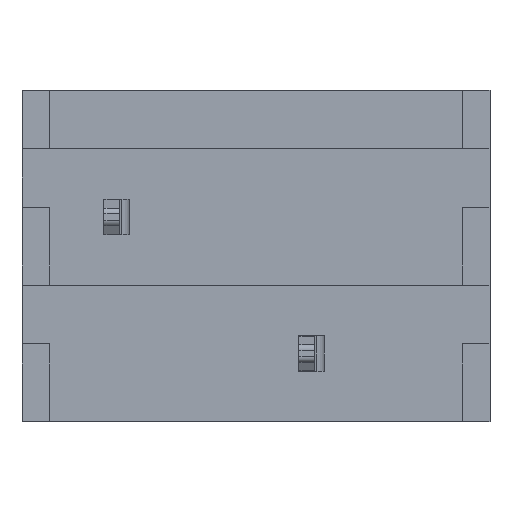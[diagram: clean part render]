
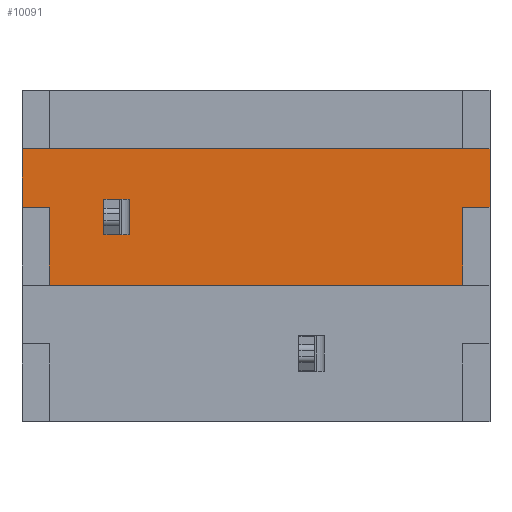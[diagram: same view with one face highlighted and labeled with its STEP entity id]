
A CAD part, front view. The second image highlights one B-rep face of the part: STEP entity #10091.
In plain terms, the highlighted planar face has unit normal (0, -1, 0).
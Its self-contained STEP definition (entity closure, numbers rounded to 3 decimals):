
#2 = CARTESIAN_POINT ( 'NONE',  ( 2.1, 0.3, 2.2 ) ) ;
#151 = ORIENTED_EDGE ( 'NONE', *, *, #353, .T. ) ;
#258 = ORIENTED_EDGE ( 'NONE', *, *, #13251, .T. ) ;
#283 = VERTEX_POINT ( 'NONE', #3331 ) ;
#353 = EDGE_CURVE ( 'NONE', #5788, #13176, #3997, .T. ) ;
#450 = EDGE_CURVE ( 'NONE', #4955, #11309, #6211, .T. ) ;
#563 = AXIS2_PLACEMENT_3D ( 'NONE', #3577, #10195, #13533 ) ;
#939 = ORIENTED_EDGE ( 'NONE', *, *, #4807, .T. ) ;
#1339 = EDGE_CURVE ( 'NONE', #4955, #4670, #5711, .T. ) ;
#1372 = LINE ( 'NONE', #12005, #3970 ) ;
#1430 = EDGE_LOOP ( 'NONE', ( #6699, #3502, #939, #9897 ) ) ;
#1678 = VERTEX_POINT ( 'NONE', #7212 ) ;
#1770 = CARTESIAN_POINT ( 'NONE',  ( -0.2, 0.3, 3.5 ) ) ;
#1835 = CARTESIAN_POINT ( 'NONE',  ( 2.1, 0.3, 0. ) ) ;
#2144 = CARTESIAN_POINT ( 'NONE',  ( 11.3, 0.3, 0. ) ) ;
#2945 = VECTOR ( 'NONE', #8489, 1000. ) ;
#3160 = PLANE ( 'NONE',  #563 ) ;
#3215 = DIRECTION ( 'NONE',  ( 0., 0., -1. ) ) ;
#3331 = CARTESIAN_POINT ( 'NONE',  ( 11.3, 0.3, 0. ) ) ;
#3502 = ORIENTED_EDGE ( 'NONE', *, *, #10345, .T. ) ;
#3527 = VECTOR ( 'NONE', #8295, 1000. ) ;
#3577 = CARTESIAN_POINT ( 'NONE',  ( 0.7, 0.3, 0. ) ) ;
#3772 = VECTOR ( 'NONE', #10514, 1000. ) ;
#3970 = VECTOR ( 'NONE', #4554, 1000. ) ;
#3971 = VECTOR ( 'NONE', #5406, 1000. ) ;
#3997 = LINE ( 'NONE', #11644, #3527 ) ;
#4115 = CARTESIAN_POINT ( 'NONE',  ( 11.704, 0.3, 0. ) ) ;
#4132 = CARTESIAN_POINT ( 'NONE',  ( 2.5, 0.3, 2.2 ) ) ;
#4211 = VECTOR ( 'NONE', #4904, 1000. ) ;
#4215 = FACE_BOUND ( 'NONE', #1430, .T. ) ;
#4554 = DIRECTION ( 'NONE',  ( -1., 0., 0. ) ) ;
#4633 = CARTESIAN_POINT ( 'NONE',  ( 2.1, 0.3, 1.3 ) ) ;
#4667 = VERTEX_POINT ( 'NONE', #4132 ) ;
#4670 = VERTEX_POINT ( 'NONE', #12960 ) ;
#4807 = EDGE_CURVE ( 'NONE', #12273, #10157, #1372, .T. ) ;
#4852 = DIRECTION ( 'NONE',  ( 0., 0., 1. ) ) ;
#4904 = DIRECTION ( 'NONE',  ( 1., 0., 0. ) ) ;
#4955 = VERTEX_POINT ( 'NONE', #10952 ) ;
#5406 = DIRECTION ( 'NONE',  ( 0., 0., 1. ) ) ;
#5711 = LINE ( 'NONE', #8944, #9465 ) ;
#5788 = VERTEX_POINT ( 'NONE', #6384 ) ;
#5813 = CARTESIAN_POINT ( 'NONE',  ( 0.7, 0.3, 2.2 ) ) ;
#5922 = CARTESIAN_POINT ( 'NONE',  ( 0., 0.3, 0. ) ) ;
#6034 = DIRECTION ( 'NONE',  ( 1., 0., 0. ) ) ;
#6211 = LINE ( 'NONE', #9482, #3971 ) ;
#6343 = LINE ( 'NONE', #2144, #2945 ) ;
#6384 = CARTESIAN_POINT ( 'NONE',  ( 0., 0.3, 2. ) ) ;
#6677 = DIRECTION ( 'NONE',  ( -1., 0., 0. ) ) ;
#6699 = ORIENTED_EDGE ( 'NONE', *, *, #7962, .F. ) ;
#6738 = VECTOR ( 'NONE', #8549, 1000. ) ;
#6836 = VECTOR ( 'NONE', #3215, 1000. ) ;
#7135 = LINE ( 'NONE', #1835, #3772 ) ;
#7212 = CARTESIAN_POINT ( 'NONE',  ( 0.7, 0.3, 0. ) ) ;
#7282 = EDGE_CURVE ( 'NONE', #5788, #9003, #10141, .T. ) ;
#7565 = ORIENTED_EDGE ( 'NONE', *, *, #7282, .F. ) ;
#7792 = EDGE_CURVE ( 'NONE', #283, #4670, #6343, .T. ) ;
#7885 = ORIENTED_EDGE ( 'NONE', *, *, #7792, .T. ) ;
#7933 = EDGE_LOOP ( 'NONE', ( #10080, #258, #7885, #11201, #8208, #10044, #7565, #151 ) ) ;
#7962 = EDGE_CURVE ( 'NONE', #4667, #13266, #7994, .T. ) ;
#7994 = LINE ( 'NONE', #5813, #10689 ) ;
#8208 = ORIENTED_EDGE ( 'NONE', *, *, #450, .T. ) ;
#8295 = DIRECTION ( 'NONE',  ( 1., 0., 0. ) ) ;
#8431 = VECTOR ( 'NONE', #6034, 1000. ) ;
#8489 = DIRECTION ( 'NONE',  ( 0., 0., 1. ) ) ;
#8549 = DIRECTION ( 'NONE',  ( 0., 0., -1. ) ) ;
#8581 = FACE_OUTER_BOUND ( 'NONE', #7933, .T. ) ;
#8944 = CARTESIAN_POINT ( 'NONE',  ( 0.7, 0.3, 2. ) ) ;
#8969 = DIRECTION ( 'NONE',  ( -1., 0., 0. ) ) ;
#9003 = VERTEX_POINT ( 'NONE', #11668 ) ;
#9193 = CARTESIAN_POINT ( 'NONE',  ( 2.5, 0.3, 1.3 ) ) ;
#9451 = LINE ( 'NONE', #1770, #8431 ) ;
#9465 = VECTOR ( 'NONE', #6677, 1000. ) ;
#9482 = CARTESIAN_POINT ( 'NONE',  ( 12., 0.3, 0. ) ) ;
#9897 = ORIENTED_EDGE ( 'NONE', *, *, #13680, .T. ) ;
#10044 = ORIENTED_EDGE ( 'NONE', *, *, #11647, .F. ) ;
#10080 = ORIENTED_EDGE ( 'NONE', *, *, #13304, .T. ) ;
#10091 = ADVANCED_FACE ( 'NONE', ( #4215, #8581 ), #3160, .T. ) ;
#10141 = LINE ( 'NONE', #5922, #11825 ) ;
#10157 = VERTEX_POINT ( 'NONE', #4633 ) ;
#10195 = DIRECTION ( 'NONE',  ( 0., -1., 0. ) ) ;
#10345 = EDGE_CURVE ( 'NONE', #4667, #12273, #11775, .T. ) ;
#10514 = DIRECTION ( 'NONE',  ( 0., 0., 1. ) ) ;
#10689 = VECTOR ( 'NONE', #8969, 1000. ) ;
#10758 = CARTESIAN_POINT ( 'NONE',  ( 2.5, 0.3, 0. ) ) ;
#10952 = CARTESIAN_POINT ( 'NONE',  ( 12., 0.3, 2. ) ) ;
#11201 = ORIENTED_EDGE ( 'NONE', *, *, #1339, .F. ) ;
#11309 = VERTEX_POINT ( 'NONE', #13388 ) ;
#11401 = LINE ( 'NONE', #4115, #4211 ) ;
#11644 = CARTESIAN_POINT ( 'NONE',  ( 0.7, 0.3, 2. ) ) ;
#11647 = EDGE_CURVE ( 'NONE', #9003, #11309, #9451, .T. ) ;
#11668 = CARTESIAN_POINT ( 'NONE',  ( 0., 0.3, 3.5 ) ) ;
#11775 = LINE ( 'NONE', #10758, #6836 ) ;
#11825 = VECTOR ( 'NONE', #4852, 1000. ) ;
#11838 = LINE ( 'NONE', #12272, #6738 ) ;
#12005 = CARTESIAN_POINT ( 'NONE',  ( 0.7, 0.3, 1.3 ) ) ;
#12272 = CARTESIAN_POINT ( 'NONE',  ( 0.7, 0.3, 0. ) ) ;
#12273 = VERTEX_POINT ( 'NONE', #9193 ) ;
#12309 = CARTESIAN_POINT ( 'NONE',  ( 0.7, 0.3, 2. ) ) ;
#12960 = CARTESIAN_POINT ( 'NONE',  ( 11.3, 0.3, 2. ) ) ;
#13176 = VERTEX_POINT ( 'NONE', #12309 ) ;
#13251 = EDGE_CURVE ( 'NONE', #1678, #283, #11401, .T. ) ;
#13266 = VERTEX_POINT ( 'NONE', #2 ) ;
#13304 = EDGE_CURVE ( 'NONE', #13176, #1678, #11838, .T. ) ;
#13388 = CARTESIAN_POINT ( 'NONE',  ( 12., 0.3, 3.5 ) ) ;
#13533 = DIRECTION ( 'NONE',  ( 1., 0., 0. ) ) ;
#13680 = EDGE_CURVE ( 'NONE', #10157, #13266, #7135, .T. ) ;
